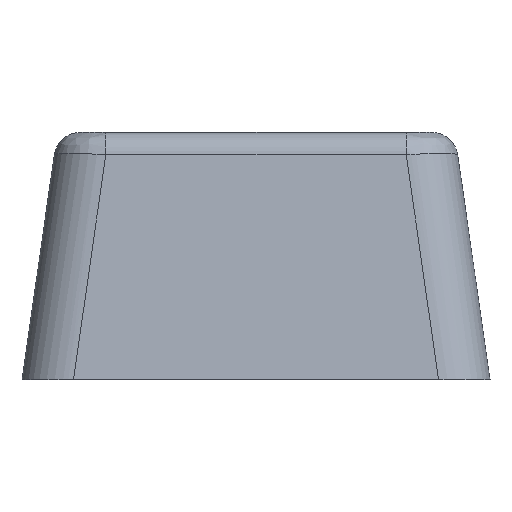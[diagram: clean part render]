
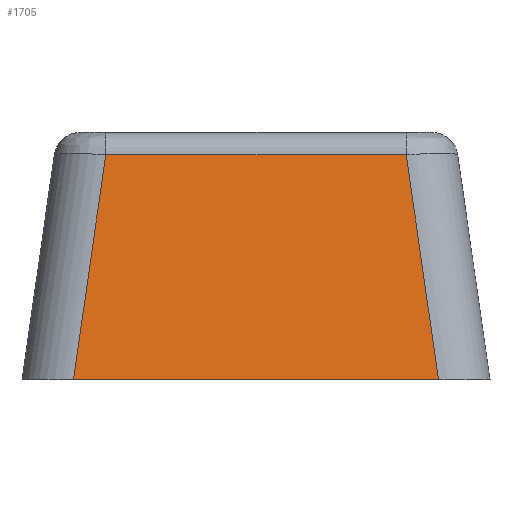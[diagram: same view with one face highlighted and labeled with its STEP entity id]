
A CAD part, left-side view. The second image highlights one B-rep face of the part: STEP entity #1705.
In plain terms, the highlighted planar face has unit normal (-0.99, 0, 0.142).
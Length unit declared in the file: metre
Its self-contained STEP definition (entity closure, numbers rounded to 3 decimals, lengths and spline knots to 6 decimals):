
#189=ORIENTED_EDGE('',*,*,#685,.T.);
#190=ORIENTED_EDGE('',*,*,#699,.T.);
#191=ORIENTED_EDGE('',*,*,#700,.T.);
#192=ORIENTED_EDGE('',*,*,#701,.T.);
#685=EDGE_CURVE('',#941,#940,#1086,.T.);
#699=EDGE_CURVE('',#940,#954,#1093,.T.);
#700=EDGE_CURVE('',#954,#955,#1094,.F.);
#701=EDGE_CURVE('',#955,#941,#1095,.F.);
#940=VERTEX_POINT('',#2519);
#941=VERTEX_POINT('',#2521);
#954=VERTEX_POINT('',#2549);
#955=VERTEX_POINT('',#2551);
#1086=LINE('',#2520,#1271);
#1093=LINE('',#2548,#1278);
#1094=LINE('',#2550,#1279);
#1095=LINE('',#2552,#1280);
#1271=VECTOR('',#2026,1.);
#1278=VECTOR('',#2049,1.);
#1279=VECTOR('',#2050,1.);
#1280=VECTOR('',#2051,1.);
#1431=EDGE_LOOP('',(#189,#190,#191,#192));
#1540=FACE_BOUND('',#1431,.T.);
#1643=PLANE('',#1843);
#1705=ADVANCED_FACE('',(#1540),#1643,.T.);
#1843=AXIS2_PLACEMENT_3D('',#2547,#2047,#2048);
#2026=DIRECTION('',(0.,-1.,0.));
#2047=DIRECTION('',(-0.99,0.,0.142));
#2048=DIRECTION('',(0.142,0.,0.99));
#2049=DIRECTION('',(0.141,0.141,0.98));
#2050=DIRECTION('',(0.,-1.,0.));
#2051=DIRECTION('',(0.141,-0.141,0.98));
#2519=CARTESIAN_POINT('',(0.0585,0.00198,0.));
#2520=CARTESIAN_POINT('',(0.0585,0.009,0.));
#2521=CARTESIAN_POINT('',(0.0585,0.01602,0.));
#2547=CARTESIAN_POINT('',(0.0585,0.,0.));
#2548=CARTESIAN_POINT('',(0.058461,0.00194,-0.000273));
#2549=CARTESIAN_POINT('',(0.059743,0.003223,0.008642));
#2550=CARTESIAN_POINT('',(0.059743,0.,0.008642));
#2551=CARTESIAN_POINT('',(0.059743,0.014777,0.008642));
#2552=CARTESIAN_POINT('',(0.058818,0.015702,0.002213));
